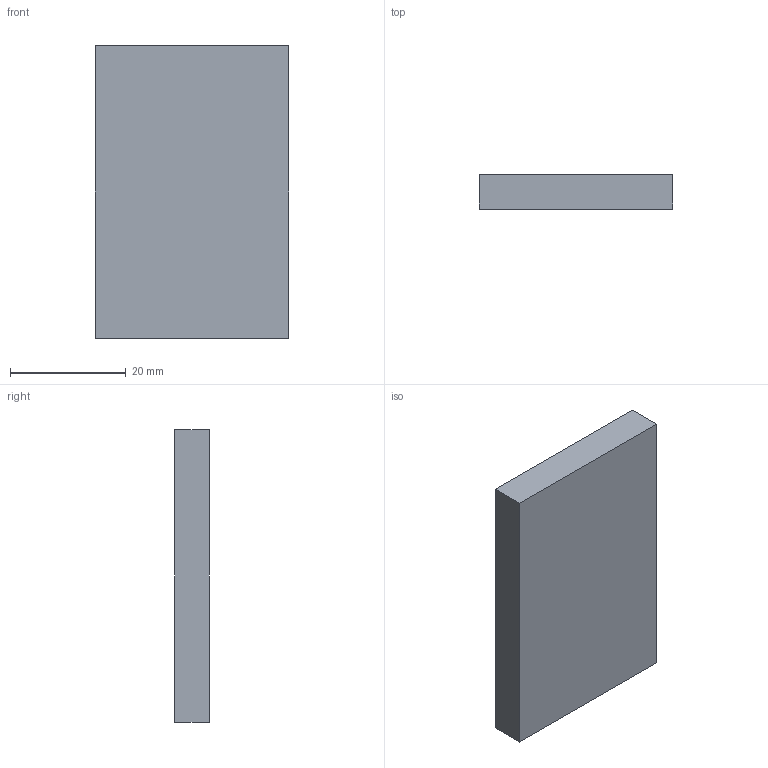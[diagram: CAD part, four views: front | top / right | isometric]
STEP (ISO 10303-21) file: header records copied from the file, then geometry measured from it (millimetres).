
FILE_DESCRIPTION(/* description */ (''),/* implementation_level */ '2;1');
FILE_NAME(/* name */ 'revised-clip',/* time_stamp */ '2025-10-24T12:16:44-04:00',/* author */ (''),/* organization */ (''),/* preprocessor_version */ 'ST-DEVELOPER v19.2',/* originating_system */ 'Rhino 8.24',/* authorisation */ '');
FILE_SCHEMA (('CONFIG_CONTROL_DESIGN'));
Length unit declared in the file: millimetre
Products named in the file (1): Document
Bounding box: 33.5 x 6 x 50.5 mm (x, y, z)
Volume: 10150.5 mm3; surface area: 4391.5 mm2
Topology: 1 solids, 1 shells, 6 faces, 13 edges, 9 vertices
Faces by surface type: plane 6
Entity records: 237 total; most frequent: CARTESIAN_POINT 46, ORIENTED_EDGE 24, B_SPLINE_CURVE_WITH_KNOTS 13, EDGE_CURVE 12, DIRECTION 12, AXIS2_PLACEMENT_3D 9, VERTEX_POINT 8, ORGANIZATION 7
